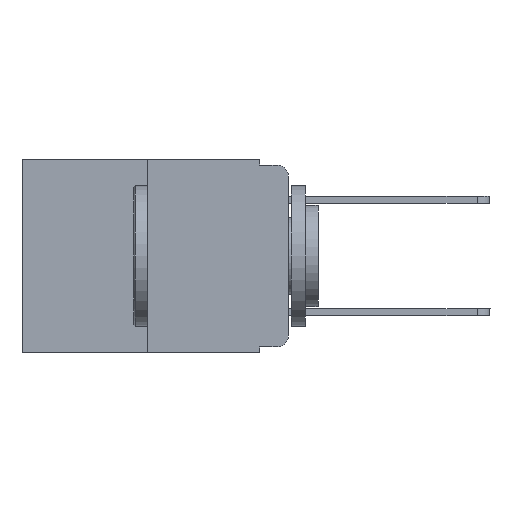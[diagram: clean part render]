
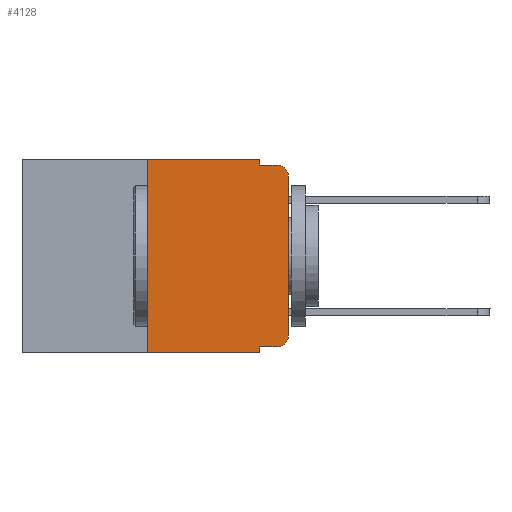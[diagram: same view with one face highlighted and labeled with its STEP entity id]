
A CAD part, left-side view. The second image highlights one B-rep face of the part: STEP entity #4128.
In plain terms, the highlighted planar face has unit normal (-1, 0, 0).
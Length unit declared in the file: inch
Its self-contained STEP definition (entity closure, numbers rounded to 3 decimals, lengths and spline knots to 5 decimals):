
#8 = ORIENTED_EDGE ( 'NONE', *, *, #6790, .F. ) ;
#61 = DIRECTION ( 'NONE',  ( 0., 0., -1. ) ) ;
#133 = LINE ( 'NONE', #10676, #5779 ) ;
#386 = ORIENTED_EDGE ( 'NONE', *, *, #10280, .T. ) ;
#815 = EDGE_CURVE ( 'NONE', #8454, #5649, #4204, .T. ) ;
#832 = CARTESIAN_POINT ( 'NONE',  ( 0., 0.25, 0. ) ) ;
#897 = VERTEX_POINT ( 'NONE', #1040 ) ;
#1040 = CARTESIAN_POINT ( 'NONE',  ( 0., 0.051, 0. ) ) ;
#1491 = EDGE_CURVE ( 'NONE', #897, #6543, #7728, .T. ) ;
#1530 = LINE ( 'NONE', #13848, #5350 ) ;
#1545 = CARTESIAN_POINT ( 'NONE',  ( 0., 0.051, -0.01 ) ) ;
#1668 = LINE ( 'NONE', #12333, #7535 ) ;
#1757 = CARTESIAN_POINT ( 'NONE',  ( 0., 0., 0. ) ) ;
#1995 = VECTOR ( 'NONE', #2950, 39.37008 ) ;
#2009 = EDGE_CURVE ( 'NONE', #3966, #11622, #11403, .T. ) ;
#2101 = CARTESIAN_POINT ( 'NONE',  ( 0., 0.473, 0. ) ) ;
#2487 = ORIENTED_EDGE ( 'NONE', *, *, #11421, .F. ) ;
#2646 = CARTESIAN_POINT ( 'NONE',  ( 0., 0.25, -0.343 ) ) ;
#2947 = VECTOR ( 'NONE', #9583, 39.37008 ) ;
#2950 = DIRECTION ( 'NONE',  ( 0., 0., 1. ) ) ;
#3247 = ORIENTED_EDGE ( 'NONE', *, *, #1491, .F. ) ;
#3966 = VERTEX_POINT ( 'NONE', #8416 ) ;
#3998 = CARTESIAN_POINT ( 'NONE',  ( 0., 0.473, -0.343 ) ) ;
#4128 = ADVANCED_FACE ( 'NONE', ( #13624 ), #9696, .F. ) ;
#4204 = LINE ( 'NONE', #3998, #6725 ) ;
#4232 = DIRECTION ( 'NONE',  ( -1., 0., 0. ) ) ;
#4291 = DIRECTION ( 'NONE',  ( 1., 0., 0. ) ) ;
#4424 = CARTESIAN_POINT ( 'NONE',  ( 0., 0.02, -0.313 ) ) ;
#4480 = CARTESIAN_POINT ( 'NONE',  ( 0., 0.051, -0.343 ) ) ;
#4543 = CARTESIAN_POINT ( 'NONE',  ( 0., 0., -0.03 ) ) ;
#4831 = ORIENTED_EDGE ( 'NONE', *, *, #12127, .T. ) ;
#4883 = DIRECTION ( 'NONE',  ( 0., -1., 0. ) ) ;
#5040 = AXIS2_PLACEMENT_3D ( 'NONE', #4424, #4232, #8533 ) ;
#5145 = LINE ( 'NONE', #832, #1995 ) ;
#5318 = DIRECTION ( 'NONE',  ( 0., 0., -1. ) ) ;
#5350 = VECTOR ( 'NONE', #8504, 39.37008 ) ;
#5468 = DIRECTION ( 'NONE',  ( 0., 0., -1. ) ) ;
#5649 = VERTEX_POINT ( 'NONE', #4480 ) ;
#5779 = VECTOR ( 'NONE', #5318, 39.37008 ) ;
#5795 = LINE ( 'NONE', #2101, #2947 ) ;
#6037 = EDGE_LOOP ( 'NONE', ( #4831, #386, #2487, #3247, #13216, #8, #9975, #9576, #6210, #9059 ) ) ;
#6210 = ORIENTED_EDGE ( 'NONE', *, *, #9611, .T. ) ;
#6444 = VERTEX_POINT ( 'NONE', #4543 ) ;
#6481 = VERTEX_POINT ( 'NONE', #9362 ) ;
#6543 = VERTEX_POINT ( 'NONE', #1545 ) ;
#6568 = CARTESIAN_POINT ( 'NONE',  ( 0., 0.051, 0. ) ) ;
#6725 = VECTOR ( 'NONE', #13539, 39.37008 ) ;
#6790 = EDGE_CURVE ( 'NONE', #8454, #6481, #5145, .T. ) ;
#6865 = VECTOR ( 'NONE', #5468, 39.37008 ) ;
#7002 = EDGE_CURVE ( 'NONE', #6481, #897, #5795, .T. ) ;
#7346 = CARTESIAN_POINT ( 'NONE',  ( 0., 0.02, -0.03 ) ) ;
#7520 = EDGE_CURVE ( 'NONE', #13676, #5649, #133, .T. ) ;
#7535 = VECTOR ( 'NONE', #4883, 39.37008 ) ;
#7728 = LINE ( 'NONE', #6568, #6865 ) ;
#7734 = AXIS2_PLACEMENT_3D ( 'NONE', #7346, #10699, #61 ) ;
#8200 = AXIS2_PLACEMENT_3D ( 'NONE', #10710, #4291, #11852 ) ;
#8416 = CARTESIAN_POINT ( 'NONE',  ( 0., 0.02, -0.333 ) ) ;
#8454 = VERTEX_POINT ( 'NONE', #2646 ) ;
#8504 = DIRECTION ( 'NONE',  ( 0., -1., 0. ) ) ;
#8533 = DIRECTION ( 'NONE',  ( 0., 0., -1. ) ) ;
#8694 = CIRCLE ( 'NONE', #7734, 0.02 ) ;
#9059 = ORIENTED_EDGE ( 'NONE', *, *, #2009, .T. ) ;
#9250 = DIRECTION ( 'NONE',  ( 0., 0., 1. ) ) ;
#9343 = CARTESIAN_POINT ( 'NONE',  ( 0., 0.02, -0.01 ) ) ;
#9362 = CARTESIAN_POINT ( 'NONE',  ( 0., 0.25, 0. ) ) ;
#9576 = ORIENTED_EDGE ( 'NONE', *, *, #7520, .F. ) ;
#9583 = DIRECTION ( 'NONE',  ( 0., -1., 0. ) ) ;
#9611 = EDGE_CURVE ( 'NONE', #13676, #3966, #1530, .T. ) ;
#9696 = PLANE ( 'NONE',  #8200 ) ;
#9975 = ORIENTED_EDGE ( 'NONE', *, *, #815, .T. ) ;
#10280 = EDGE_CURVE ( 'NONE', #6444, #12246, #8694, .T. ) ;
#10676 = CARTESIAN_POINT ( 'NONE',  ( 0., 0.051, 0. ) ) ;
#10699 = DIRECTION ( 'NONE',  ( -1., 0., 0. ) ) ;
#10710 = CARTESIAN_POINT ( 'NONE',  ( 0., 0.473, 0. ) ) ;
#11403 = CIRCLE ( 'NONE', #5040, 0.02 ) ;
#11421 = EDGE_CURVE ( 'NONE', #6543, #12246, #1668, .T. ) ;
#11499 = CARTESIAN_POINT ( 'NONE',  ( 0., 0., -0.313 ) ) ;
#11622 = VERTEX_POINT ( 'NONE', #11499 ) ;
#11852 = DIRECTION ( 'NONE',  ( 0., 0., -1. ) ) ;
#12127 = EDGE_CURVE ( 'NONE', #11622, #6444, #12365, .T. ) ;
#12246 = VERTEX_POINT ( 'NONE', #9343 ) ;
#12333 = CARTESIAN_POINT ( 'NONE',  ( 0., 0.051, -0.01 ) ) ;
#12365 = LINE ( 'NONE', #1757, #13213 ) ;
#12857 = CARTESIAN_POINT ( 'NONE',  ( 0., 0.051, -0.333 ) ) ;
#13213 = VECTOR ( 'NONE', #9250, 39.37008 ) ;
#13216 = ORIENTED_EDGE ( 'NONE', *, *, #7002, .F. ) ;
#13539 = DIRECTION ( 'NONE',  ( 0., -1., 0. ) ) ;
#13624 = FACE_OUTER_BOUND ( 'NONE', #6037, .T. ) ;
#13676 = VERTEX_POINT ( 'NONE', #12857 ) ;
#13848 = CARTESIAN_POINT ( 'NONE',  ( 0., 0.051, -0.333 ) ) ;
